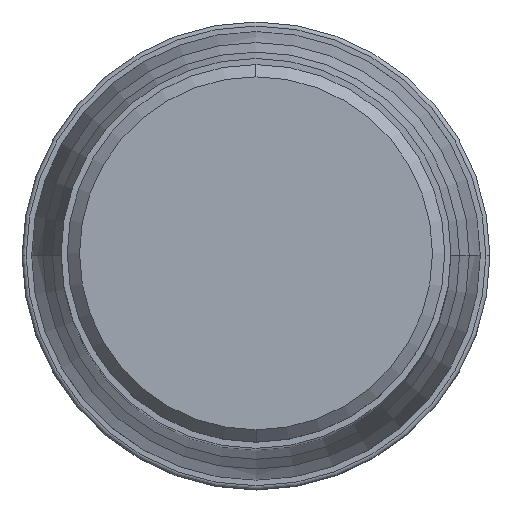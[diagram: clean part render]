
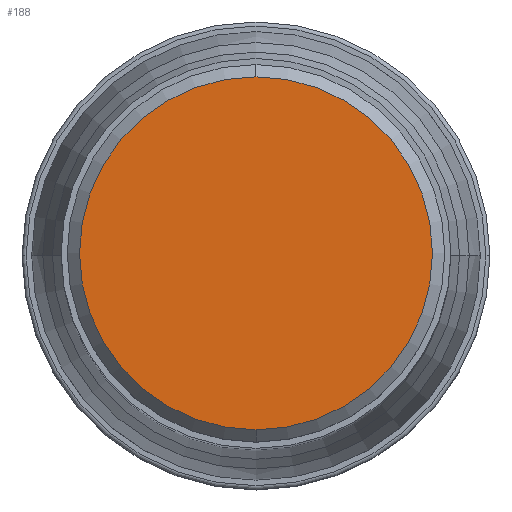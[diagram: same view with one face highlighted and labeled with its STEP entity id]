
A CAD part, top view. The second image highlights one B-rep face of the part: STEP entity #188.
In plain terms, the highlighted planar face has unit normal (0, 0, 1).
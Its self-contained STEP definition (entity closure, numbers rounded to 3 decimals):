
#124=FACE_OUTER_BOUND('',#274,.T.);
#188=ADVANCED_FACE('',(#124),#231,.F.);
#231=PLANE('',#1278);
#274=EDGE_LOOP('',(#422,#423,#424,#425));
#422=ORIENTED_EDGE('',*,*,#766,.T.);
#423=ORIENTED_EDGE('',*,*,#767,.T.);
#424=ORIENTED_EDGE('',*,*,#768,.T.);
#425=ORIENTED_EDGE('',*,*,#769,.T.);
#650=VERTEX_POINT('',#1965);
#651=VERTEX_POINT('',#1966);
#652=VERTEX_POINT('',#1968);
#653=VERTEX_POINT('',#1970);
#766=EDGE_CURVE('',#650,#651,#927,.T.);
#767=EDGE_CURVE('',#651,#652,#928,.T.);
#768=EDGE_CURVE('',#652,#653,#929,.T.);
#769=EDGE_CURVE('',#653,#650,#930,.T.);
#927=CIRCLE('',#1274,14.375);
#928=CIRCLE('',#1275,14.375);
#929=CIRCLE('',#1276,14.375);
#930=CIRCLE('',#1277,14.375);
#1274=AXIS2_PLACEMENT_3D('',#1964,#1584,#1585);
#1275=AXIS2_PLACEMENT_3D('',#1967,#1586,#1587);
#1276=AXIS2_PLACEMENT_3D('',#1969,#1588,#1589);
#1277=AXIS2_PLACEMENT_3D('',#1971,#1590,#1591);
#1278=AXIS2_PLACEMENT_3D('',#1972,#1592,#1593);
#1584=DIRECTION('',(0.,0.,1.));
#1585=DIRECTION('',(1.,0.,0.));
#1586=DIRECTION('',(0.,0.,1.));
#1587=DIRECTION('',(0.,1.,0.));
#1588=DIRECTION('',(0.,0.,1.));
#1589=DIRECTION('',(-1.,0.,0.));
#1590=DIRECTION('',(0.,0.,1.));
#1591=DIRECTION('',(0.,-1.,0.));
#1592=DIRECTION('',(0.,0.,-1.));
#1593=DIRECTION('',(1.,0.,0.));
#1964=CARTESIAN_POINT('',(0.,0.,42.863));
#1965=CARTESIAN_POINT('',(14.375,0.,42.863));
#1966=CARTESIAN_POINT('',(0.,14.375,42.863));
#1967=CARTESIAN_POINT('',(0.,0.,42.863));
#1968=CARTESIAN_POINT('',(-14.375,0.,42.863));
#1969=CARTESIAN_POINT('',(0.,0.,42.863));
#1970=CARTESIAN_POINT('',(0.,-14.375,42.863));
#1971=CARTESIAN_POINT('',(0.,0.,42.863));
#1972=CARTESIAN_POINT('',(0.,0.,42.863));
